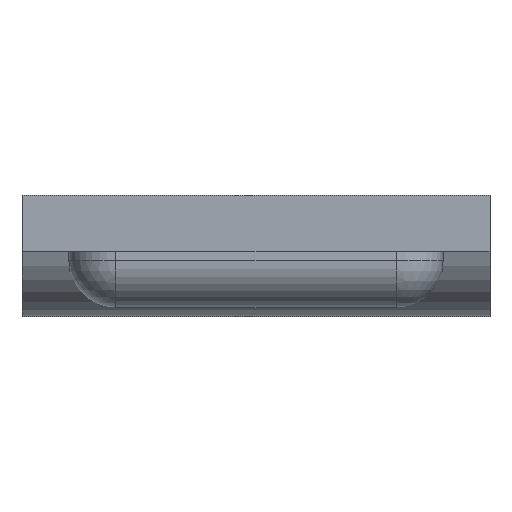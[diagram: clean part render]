
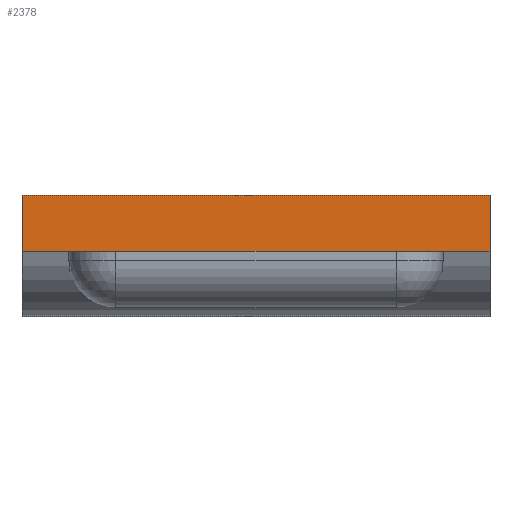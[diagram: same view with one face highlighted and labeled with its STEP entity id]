
A CAD part, front view. The second image highlights one B-rep face of the part: STEP entity #2378.
In plain terms, the highlighted planar face has unit normal (0, -1, 0).
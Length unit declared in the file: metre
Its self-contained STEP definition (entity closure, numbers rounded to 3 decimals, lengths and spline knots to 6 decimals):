
#134=LINE('',#3734,#336);
#137=LINE('',#3743,#339);
#139=LINE('',#3747,#341);
#140=LINE('',#3748,#342);
#336=VECTOR('',#2890,1.);
#339=VECTOR('',#2897,1.);
#341=VECTOR('',#2901,1.);
#342=VECTOR('',#2902,1.);
#545=ORIENTED_EDGE('',*,*,#1241,.F.);
#546=ORIENTED_EDGE('',*,*,#1235,.T.);
#547=ORIENTED_EDGE('',*,*,#1242,.T.);
#548=ORIENTED_EDGE('',*,*,#1239,.T.);
#1235=EDGE_CURVE('',#1584,#1583,#134,.T.);
#1239=EDGE_CURVE('',#1588,#1587,#137,.T.);
#1241=EDGE_CURVE('',#1584,#1587,#139,.T.);
#1242=EDGE_CURVE('',#1583,#1588,#140,.T.);
#1583=VERTEX_POINT('',#3733);
#1584=VERTEX_POINT('',#3735);
#1587=VERTEX_POINT('',#3742);
#1588=VERTEX_POINT('',#3744);
#1929=EDGE_LOOP('',(#545,#546,#547,#548));
#2127=FACE_BOUND('',#1929,.T.);
#2325=PLANE('',#2567);
#2378=ADVANCED_FACE('',(#2127),#2325,.F.);
#2567=AXIS2_PLACEMENT_3D('',#3746,#2899,#2900);
#2890=DIRECTION('',(0.,0.,1.));
#2897=DIRECTION('',(0.,0.,-1.));
#2899=DIRECTION('',(0.,1.,0.));
#2900=DIRECTION('',(-1.,0.,0.));
#2901=DIRECTION('',(-1.,0.,0.));
#2902=DIRECTION('',(-1.,0.,0.));
#3733=CARTESIAN_POINT('',(-0.00835,-0.109733,0.000371));
#3734=CARTESIAN_POINT('',(-0.00835,-0.109733,0.000071));
#3735=CARTESIAN_POINT('',(-0.00835,-0.109733,-0.000229));
#3742=CARTESIAN_POINT('',(-0.01335,-0.109733,-0.000229));
#3743=CARTESIAN_POINT('',(-0.01335,-0.109733,0.000071));
#3744=CARTESIAN_POINT('',(-0.01335,-0.109733,0.000371));
#3746=CARTESIAN_POINT('',(-0.008348,-0.109733,0.000071));
#3747=CARTESIAN_POINT('',(-0.008348,-0.109733,-0.000229));
#3748=CARTESIAN_POINT('',(-0.008348,-0.109733,0.000371));
